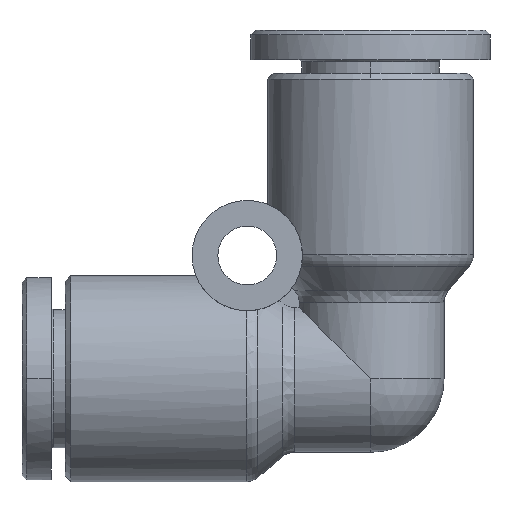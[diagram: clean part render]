
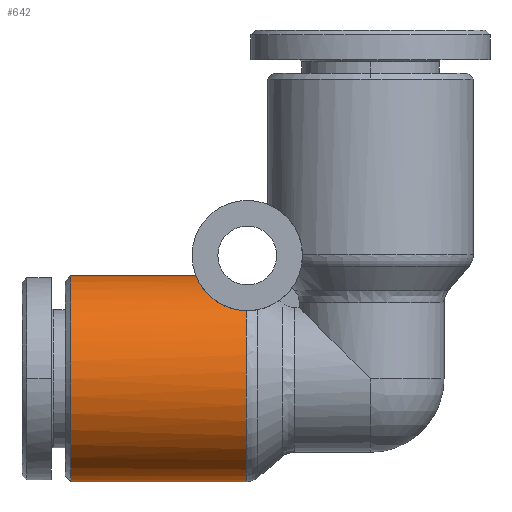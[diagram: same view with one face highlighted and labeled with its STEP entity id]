
A CAD part, front view. The second image highlights one B-rep face of the part: STEP entity #642.
In plain terms, the highlighted cylindrical face has radius 5.6 mm (diameter 11.2 mm), a partial arc.
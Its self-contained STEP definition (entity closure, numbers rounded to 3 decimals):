
#176=CARTESIAN_POINT('',(-10.483,0.,-5.816));
#177=VERTEX_POINT('',#176);
#576=CARTESIAN_POINT('',(-14.418,0.,-0.216));
#577=DIRECTION('',(1.0,0.,0.));
#578=DIRECTION('',(0.0,0.0,1.0));
#579=AXIS2_PLACEMENT_3D('',#576,#577,#578);
#580=CYLINDRICAL_SURFACE('',#579,5.6);
#581=CARTESIAN_POINT('',(-20.018,0.,5.384));
#582=VERTEX_POINT('',#581);
#583=CARTESIAN_POINT('',(-13.209,0.,5.384));
#584=VERTEX_POINT('',#583);
#585=CARTESIAN_POINT('',(-20.018,0.,5.384));
#586=DIRECTION('',(1.0,0.0,0.0));
#587=VECTOR('',#586,6.809);
#588=LINE('',#585,#587);
#589=EDGE_CURVE('',#582,#584,#588,.T.);
#590=ORIENTED_EDGE('',*,*,#589,.F.);
#591=CARTESIAN_POINT('',(-20.018,0.,-5.816));
#592=VERTEX_POINT('',#591);
#593=CARTESIAN_POINT('',(-20.018,0.,-0.216));
#594=DIRECTION('',(-1.0,0.0,0.0));
#595=DIRECTION('',(0.0,0.0,1.0));
#596=AXIS2_PLACEMENT_3D('',#593,#594,#595);
#597=CIRCLE('',#596,5.6);
#598=EDGE_CURVE('',#592,#582,#597,.T.);
#599=ORIENTED_EDGE('',*,*,#598,.F.);
#600=CARTESIAN_POINT('',(-10.483,0.,-5.816));
#601=DIRECTION('',(-1.0,0.0,0.0));
#602=VECTOR('',#601,9.535);
#603=LINE('',#600,#602);
#604=EDGE_CURVE('',#177,#592,#603,.T.);
#605=ORIENTED_EDGE('',*,*,#604,.F.);
#606=CARTESIAN_POINT('',(-10.483,-4.203,3.484));
#607=VERTEX_POINT('',#606);
#608=CARTESIAN_POINT('',(-10.483,0.,-0.216));
#609=DIRECTION('',(1.0,0.0,0.0));
#610=DIRECTION('',(0.0,0.0,-1.0));
#611=AXIS2_PLACEMENT_3D('',#608,#609,#610);
#612=CIRCLE('',#611,5.6);
#613=EDGE_CURVE('',#607,#177,#612,.T.);
#614=ORIENTED_EDGE('',*,*,#613,.F.);
#615=CARTESIAN_POINT('',(-10.483,-4.203,3.484));
#616=CARTESIAN_POINT('',(-10.598,-4.201,3.487));
#617=CARTESIAN_POINT('',(-10.715,-4.193,3.496));
#618=CARTESIAN_POINT('',(-10.972,-4.161,3.532));
#619=CARTESIAN_POINT('',(-11.112,-4.134,3.562));
#620=CARTESIAN_POINT('',(-11.38,-4.062,3.639));
#621=CARTESIAN_POINT('',(-11.51,-4.017,3.686));
#622=CARTESIAN_POINT('',(-11.751,-3.91,3.793));
#623=CARTESIAN_POINT('',(-11.863,-3.849,3.852));
#624=CARTESIAN_POINT('',(-12.105,-3.691,3.998));
#625=CARTESIAN_POINT('',(-12.242,-3.575,4.097));
#626=CARTESIAN_POINT('',(-12.482,-3.314,4.301));
#627=CARTESIAN_POINT('',(-12.584,-3.168,4.405));
#628=CARTESIAN_POINT('',(-12.777,-2.828,4.623));
#629=CARTESIAN_POINT('',(-12.868,-2.606,4.747));
#630=CARTESIAN_POINT('',(-13.011,-2.13,4.969));
#631=CARTESIAN_POINT('',(-13.064,-1.875,5.068));
#632=CARTESIAN_POINT('',(-13.143,-1.348,5.226));
#633=CARTESIAN_POINT('',(-13.169,-1.076,5.286));
#634=CARTESIAN_POINT('',(-13.202,-0.532,5.365));
#635=CARTESIAN_POINT('',(-13.209,-0.261,5.384));
#636=CARTESIAN_POINT('',(-13.209,0.,5.384));
#637=B_SPLINE_CURVE_WITH_KNOTS('',3,(#615,#616,#617,#618,#619,#620,#621,#622,#623,#624,#625,#626,#627,#628,#629,#630,#631,#632,#633,#634,#635,#636),.UNSPECIFIED.,.F.,.U.,(4,2,2,2,2,2,2,2,2,2,4),(5.944,6.285,6.691,7.096,7.502,8.065,8.628,9.411,10.194,10.976,11.759),.UNSPECIFIED.);
#638=EDGE_CURVE('',#607,#584,#637,.T.);
#639=ORIENTED_EDGE('',*,*,#638,.T.);
#640=EDGE_LOOP('',(#590,#599,#605,#614,#639));
#641=FACE_OUTER_BOUND('',#640,.T.);
#642=ADVANCED_FACE('',(#641),#580,.T.);
